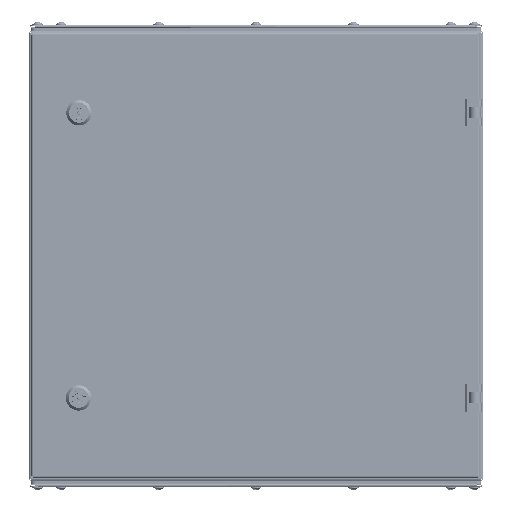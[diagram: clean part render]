
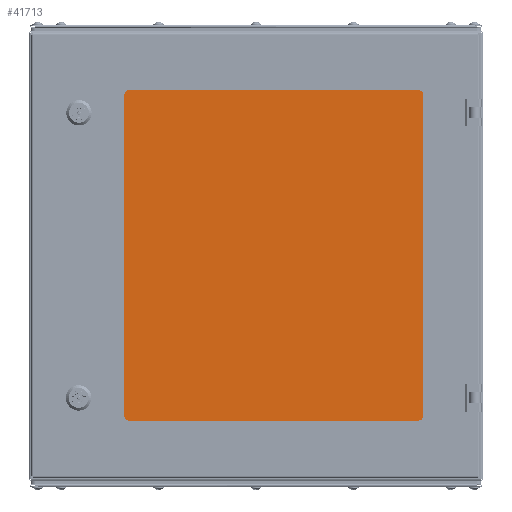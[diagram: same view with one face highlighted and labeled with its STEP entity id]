
A CAD part, top view. The second image highlights one B-rep face of the part: STEP entity #41713.
In plain terms, the highlighted planar face has unit normal (0, 0, 1).
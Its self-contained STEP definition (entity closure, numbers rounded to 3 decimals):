
#2128 = DIRECTION ( 'NONE',  ( 0., 1., 0. ) ) ;
#3648 = ORIENTED_EDGE ( 'NONE', *, *, #42294, .T. ) ;
#4834 = ORIENTED_EDGE ( 'NONE', *, *, #5144, .T. ) ;
#5144 = EDGE_CURVE ( 'NONE', #81400, #65288, #15815, .T. ) ;
#7618 = CARTESIAN_POINT ( 'NONE',  ( -177.75, 195.5, 4. ) ) ;
#7957 = DIRECTION ( 'NONE',  ( 0., 0., 1. ) ) ;
#9517 = CARTESIAN_POINT ( 'NONE',  ( -167.75, -185.5, 4. ) ) ;
#9625 = DIRECTION ( 'NONE',  ( 0., -1., 0. ) ) ;
#10150 = CARTESIAN_POINT ( 'NONE',  ( 177.75, 185.5, 4. ) ) ;
#11453 = AXIS2_PLACEMENT_3D ( 'NONE', #36141, #7957, #69349 ) ;
#13333 = VECTOR ( 'NONE', #35363, 1000. ) ;
#15004 = CARTESIAN_POINT ( 'NONE',  ( -177.75, 185.5, 4. ) ) ;
#15815 = CIRCLE ( 'NONE', #11453, 10. ) ;
#17259 = DIRECTION ( 'NONE',  ( -1., 0., 0. ) ) ;
#17725 = DIRECTION ( 'NONE',  ( 0., 0., 1. ) ) ;
#19484 = VERTEX_POINT ( 'NONE', #29801 ) ;
#20688 = CARTESIAN_POINT ( 'NONE',  ( 167.75, -195.5, 4. ) ) ;
#20986 = ORIENTED_EDGE ( 'NONE', *, *, #50579, .T. ) ;
#23553 = ORIENTED_EDGE ( 'NONE', *, *, #78572, .T. ) ;
#24826 = AXIS2_PLACEMENT_3D ( 'NONE', #47462, #75173, #52970 ) ;
#25973 = DIRECTION ( 'NONE',  ( 0., 0., 1. ) ) ;
#26549 = CARTESIAN_POINT ( 'NONE',  ( -177.75, -195.5, 4. ) ) ;
#27295 = ORIENTED_EDGE ( 'NONE', *, *, #43383, .T. ) ;
#27811 = EDGE_CURVE ( 'NONE', #66308, #59476, #87699, .T. ) ;
#28532 = LINE ( 'NONE', #7618, #13333 ) ;
#29801 = CARTESIAN_POINT ( 'NONE',  ( -167.75, 195.5, 4. ) ) ;
#31055 = AXIS2_PLACEMENT_3D ( 'NONE', #43316, #42414, #49239 ) ;
#34813 = VECTOR ( 'NONE', #2128, 1000. ) ;
#35363 = DIRECTION ( 'NONE',  ( -1., 0., 0. ) ) ;
#36141 = CARTESIAN_POINT ( 'NONE',  ( 167.75, -185.5, 4. ) ) ;
#36940 = LINE ( 'NONE', #58779, #62610 ) ;
#41713 = ADVANCED_FACE ( 'NONE', ( #82025 ), #89273, .F. ) ;
#42294 = EDGE_CURVE ( 'NONE', #62953, #89071, #36940, .T. ) ;
#42414 = DIRECTION ( 'NONE',  ( 0., 0., 1. ) ) ;
#42454 = CIRCLE ( 'NONE', #49750, 10. ) ;
#43316 = CARTESIAN_POINT ( 'NONE',  ( 167.75, 185.5, 4. ) ) ;
#43383 = EDGE_CURVE ( 'NONE', #19484, #62953, #42454, .T. ) ;
#45852 = EDGE_CURVE ( 'NONE', #59476, #19484, #28532, .T. ) ;
#45966 = VERTEX_POINT ( 'NONE', #63541 ) ;
#47039 = LINE ( 'NONE', #26549, #57503 ) ;
#47462 = CARTESIAN_POINT ( 'NONE',  ( 0., 0., 4. ) ) ;
#49239 = DIRECTION ( 'NONE',  ( -1., 0., 0. ) ) ;
#49750 = AXIS2_PLACEMENT_3D ( 'NONE', #87824, #25973, #53708 ) ;
#50579 = EDGE_CURVE ( 'NONE', #65288, #66308, #79449, .T. ) ;
#50629 = ORIENTED_EDGE ( 'NONE', *, *, #45852, .T. ) ;
#51535 = EDGE_LOOP ( 'NONE', ( #59189, #4834, #20986, #56577, #50629, #27295, #3648, #23553 ) ) ;
#52970 = DIRECTION ( 'NONE',  ( -1., 0., 0. ) ) ;
#53708 = DIRECTION ( 'NONE',  ( -1., 0., 0. ) ) ;
#56577 = ORIENTED_EDGE ( 'NONE', *, *, #27811, .T. ) ;
#57503 = VECTOR ( 'NONE', #73851, 1000. ) ;
#58779 = CARTESIAN_POINT ( 'NONE',  ( -177.75, -195.5, 4. ) ) ;
#59189 = ORIENTED_EDGE ( 'NONE', *, *, #89134, .T. ) ;
#59476 = VERTEX_POINT ( 'NONE', #88214 ) ;
#60458 = CARTESIAN_POINT ( 'NONE',  ( 177.75, -185.5, 4. ) ) ;
#62610 = VECTOR ( 'NONE', #9625, 1000. ) ;
#62953 = VERTEX_POINT ( 'NONE', #15004 ) ;
#63541 = CARTESIAN_POINT ( 'NONE',  ( -167.75, -195.5, 4. ) ) ;
#65288 = VERTEX_POINT ( 'NONE', #60458 ) ;
#66308 = VERTEX_POINT ( 'NONE', #10150 ) ;
#69349 = DIRECTION ( 'NONE',  ( -1., 0., 0. ) ) ;
#73851 = DIRECTION ( 'NONE',  ( 1., 0., 0. ) ) ;
#75173 = DIRECTION ( 'NONE',  ( 0., 0., -1. ) ) ;
#76608 = CIRCLE ( 'NONE', #86828, 10. ) ;
#78572 = EDGE_CURVE ( 'NONE', #89071, #45966, #76608, .T. ) ;
#79449 = LINE ( 'NONE', #86266, #34813 ) ;
#81400 = VERTEX_POINT ( 'NONE', #20688 ) ;
#82025 = FACE_OUTER_BOUND ( 'NONE', #51535, .T. ) ;
#86266 = CARTESIAN_POINT ( 'NONE',  ( 177.75, -195.5, 4. ) ) ;
#86828 = AXIS2_PLACEMENT_3D ( 'NONE', #9517, #17725, #17259 ) ;
#87699 = CIRCLE ( 'NONE', #31055, 10. ) ;
#87824 = CARTESIAN_POINT ( 'NONE',  ( -167.75, 185.5, 4. ) ) ;
#88214 = CARTESIAN_POINT ( 'NONE',  ( 167.75, 195.5, 4. ) ) ;
#88822 = CARTESIAN_POINT ( 'NONE',  ( -177.75, -185.5, 4. ) ) ;
#89071 = VERTEX_POINT ( 'NONE', #88822 ) ;
#89134 = EDGE_CURVE ( 'NONE', #45966, #81400, #47039, .T. ) ;
#89273 = PLANE ( 'NONE',  #24826 ) ;
